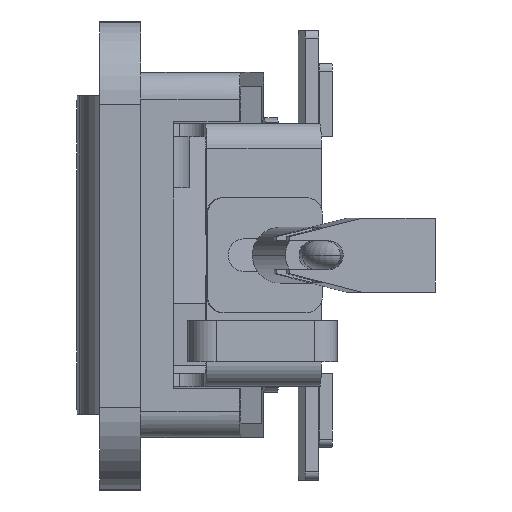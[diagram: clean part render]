
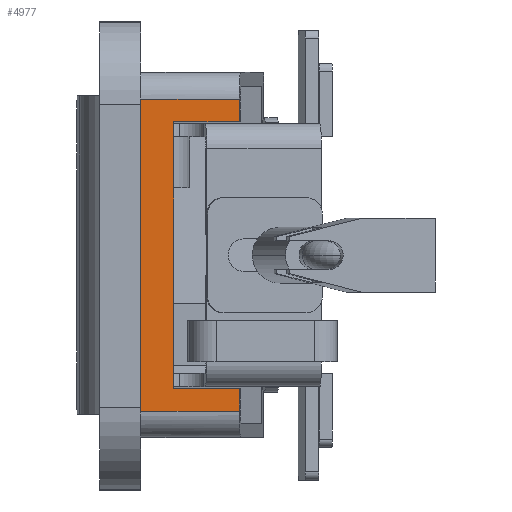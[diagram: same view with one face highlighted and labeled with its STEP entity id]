
A CAD part, left-side view. The second image highlights one B-rep face of the part: STEP entity #4977.
In plain terms, the highlighted planar face has unit normal (-1, 0, 0).
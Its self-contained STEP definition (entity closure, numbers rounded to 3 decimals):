
#98 = VECTOR ( 'NONE', #447, 1000. ) ;
#445 = LINE ( 'NONE', #446, #98 ) ;
#446 = CARTESIAN_POINT ( 'NONE',  ( -44.75, -17., -25. ) ) ;
#447 = DIRECTION ( 'NONE',  ( 0., 0., 1. ) ) ;
#630 = LINE ( 'NONE', #631, #825 ) ;
#631 = CARTESIAN_POINT ( 'NONE',  ( -44.75, -5., 19. ) ) ;
#632 = DIRECTION ( 'NONE',  ( 0., 0., -1. ) ) ;
#664 = LINE ( 'NONE', #665, #835 ) ;
#665 = CARTESIAN_POINT ( 'NONE',  ( -44.75, -5., 19. ) ) ;
#666 = DIRECTION ( 'NONE',  ( 0., -1., 0. ) ) ;
#673 = LINE ( 'NONE', #674, #838 ) ;
#674 = CARTESIAN_POINT ( 'NONE',  ( -44.75, -5., -19. ) ) ;
#675 = DIRECTION ( 'NONE',  ( 0., -1., 0. ) ) ;
#676 = LINE ( 'NONE', #677, #839 ) ;
#677 = CARTESIAN_POINT ( 'NONE',  ( -44.75, -18.289, 16.25 ) ) ;
#678 = DIRECTION ( 'NONE',  ( 0., 1., 0. ) ) ;
#679 = LINE ( 'NONE', #680, #840 ) ;
#680 = CARTESIAN_POINT ( 'NONE',  ( -44.75, -9., -16.25 ) ) ;
#681 = DIRECTION ( 'NONE',  ( 0., -1., 0. ) ) ;
#682 = LINE ( 'NONE', #683, #841 ) ;
#683 = CARTESIAN_POINT ( 'NONE',  ( -44.75, -9., -16.25 ) ) ;
#684 = DIRECTION ( 'NONE',  ( 0., 0., -1. ) ) ;
#825 = VECTOR ( 'NONE', #632, 1000. ) ;
#835 = VECTOR ( 'NONE', #666, 1000. ) ;
#838 = VECTOR ( 'NONE', #675, 1000. ) ;
#839 = VECTOR ( 'NONE', #678, 1000. ) ;
#840 = VECTOR ( 'NONE', #681, 1000. ) ;
#841 = VECTOR ( 'NONE', #684, 1000. ) ;
#2731 = EDGE_LOOP ( 'NONE', ( #5157, #5159, #5155, #5158, #5160, #5161, #5162, #5164 ) ) ;
#4795 = VERTEX_POINT ( 'NONE', #9135 ) ;
#4796 = VERTEX_POINT ( 'NONE', #9136 ) ;
#4805 = VERTEX_POINT ( 'NONE', #9145 ) ;
#4806 = VERTEX_POINT ( 'NONE', #9146 ) ;
#4826 = VERTEX_POINT ( 'NONE', #9166 ) ;
#4827 = VERTEX_POINT ( 'NONE', #9167 ) ;
#4836 = VERTEX_POINT ( 'NONE', #9176 ) ;
#4837 = VERTEX_POINT ( 'NONE', #9177 ) ;
#4940 = EDGE_CURVE ( 'NONE', #4796, #4795, #9447, .T. ) ;
#4977 = ADVANCED_FACE ( 'NONE', ( #9943 ), #9698, .T. ) ;
#5066 = EDGE_CURVE ( 'NONE', #4806, #4805, #445, .T. ) ;
#5155 = ORIENTED_EDGE ( 'NONE', *, *, #5690, .F. ) ;
#5157 = ORIENTED_EDGE ( 'NONE', *, *, #5694, .F. ) ;
#5158 = ORIENTED_EDGE ( 'NONE', *, *, #5679, .T. ) ;
#5159 = ORIENTED_EDGE ( 'NONE', *, *, #4940, .T. ) ;
#5160 = ORIENTED_EDGE ( 'NONE', *, *, #5693, .T. ) ;
#5161 = ORIENTED_EDGE ( 'NONE', *, *, #5066, .T. ) ;
#5162 = ORIENTED_EDGE ( 'NONE', *, *, #5695, .F. ) ;
#5164 = ORIENTED_EDGE ( 'NONE', *, *, #5696, .F. ) ;
#5679 = EDGE_CURVE ( 'NONE', #4827, #4826, #630, .T. ) ;
#5690 = EDGE_CURVE ( 'NONE', #4827, #4795, #664, .T. ) ;
#5693 = EDGE_CURVE ( 'NONE', #4826, #4806, #673, .T. ) ;
#5694 = EDGE_CURVE ( 'NONE', #4796, #4836, #676, .T. ) ;
#5695 = EDGE_CURVE ( 'NONE', #4837, #4805, #679, .T. ) ;
#5696 = EDGE_CURVE ( 'NONE', #4836, #4837, #682, .T. ) ;
#9135 = CARTESIAN_POINT ( 'NONE',  ( -44.75, -17., 19. ) ) ;
#9136 = CARTESIAN_POINT ( 'NONE',  ( -44.75, -17., 16.25 ) ) ;
#9145 = CARTESIAN_POINT ( 'NONE',  ( -44.75, -17., -16.25 ) ) ;
#9146 = CARTESIAN_POINT ( 'NONE',  ( -44.75, -17., -19. ) ) ;
#9166 = CARTESIAN_POINT ( 'NONE',  ( -44.75, -5., -19. ) ) ;
#9167 = CARTESIAN_POINT ( 'NONE',  ( -44.75, -5., 19. ) ) ;
#9176 = CARTESIAN_POINT ( 'NONE',  ( -44.75, -9., 16.25 ) ) ;
#9177 = CARTESIAN_POINT ( 'NONE',  ( -44.75, -9., -16.25 ) ) ;
#9269 = VECTOR ( 'NONE', #9449, 1000. ) ;
#9447 = LINE ( 'NONE', #9448, #9269 ) ;
#9448 = CARTESIAN_POINT ( 'NONE',  ( -44.75, -17., -25. ) ) ;
#9449 = DIRECTION ( 'NONE',  ( 0., 0., 1. ) ) ;
#9698 = PLANE ( 'NONE',  #9949 ) ;
#9699 = CARTESIAN_POINT ( 'NONE',  ( -44.75, -5., 19. ) ) ;
#9700 = DIRECTION ( 'NONE',  ( -1., 0., 0. ) ) ;
#9701 = DIRECTION ( 'NONE',  ( 0., 0., 1. ) ) ;
#9943 = FACE_OUTER_BOUND ( 'NONE', #2731, .T. ) ;
#9949 = AXIS2_PLACEMENT_3D ( 'NONE', #9699, #9700, #9701 ) ;
